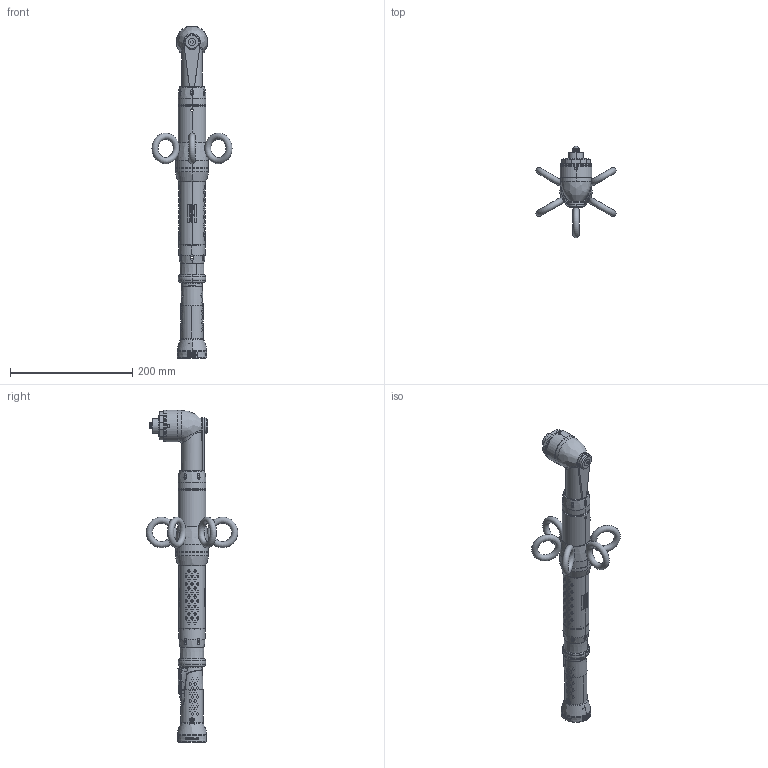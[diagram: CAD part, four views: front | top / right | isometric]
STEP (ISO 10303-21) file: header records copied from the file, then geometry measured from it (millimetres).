
FILE_DESCRIPTION((''),'2;1');
FILE_NAME('ETV-ST81-120-HAD','2007-09-24T',('toodgn'),(''),'PRO/ENGINEER BY PARAMETRIC TECHNOLOGY CORPORATION, 2007230','PRO/ENGINEER BY PARAMETRIC TECHNOLOGY CORPORATION, 2007230','');
FILE_SCHEMA(('CONFIG_CONTROL_DESIGN'));
Length unit declared in the file: millimetre
Products named in the file (1): ETV-ST81-120-HAD
Bounding box: 130.87 x 149.59 x 542.4 mm (x, y, z)
Surface area: 134048.5 mm2 (no closed solid volume)
Topology: 0 solids, 211 shells, 495 faces, 4928 edges, 4603 vertices
Faces by surface type: cylinder 208, bspline 84, cone 69, torus 63, plane 50, revolution 17, sphere 2, extrusion 2
Entity records: 69732 total; most frequent: CARTESIAN_POINT 43303, ORIENTED_EDGE 5474, EDGE_CURVE 4912, VERTEX_POINT 4596, B_SPLINE_CURVE_WITH_KNOTS 3822, DIRECTION 2658, AXIS2_PLACEMENT_3D 1148, CIRCLE 766
